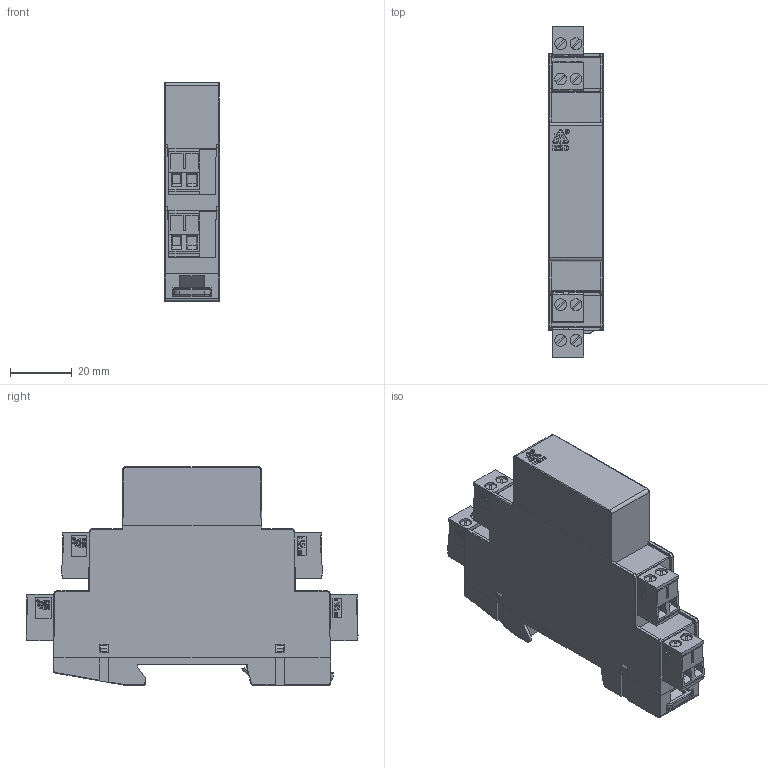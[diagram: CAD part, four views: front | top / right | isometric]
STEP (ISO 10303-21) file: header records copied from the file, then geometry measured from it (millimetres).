
FILE_DESCRIPTION (( 'STEP AP214' ), '1' );
FILE_NAME ('RK6929-22PS-61.STEP', '2025-12-12T17:40:22', ( '' ), ( '' ), 'SwSTEP 2.0', 'SolidWorks 2024', '' );
FILE_SCHEMA (( 'AUTOMOTIVE_DESIGN' ));
Length unit declared in the file: inch
Products named in the file (1): RK6929-22PS-61
Bounding box: 17.8 x 107.4 x 70.9 mm (x, y, z)
Volume: 84704.6 mm3; surface area: 23705.3 mm2
Topology: 1 solids, 1 shells, 2365 faces, 6478 edges, 4250 vertices
Faces by surface type: plane 1802, cylinder 485, bspline 28, cone 24, torus 24, sphere 2
Full cylindrical faces by diameter (mm): 0.758 x4, 0.819 x4, 1.263 x1, 1.365 x1, 3.5 x8, 3.8 x8
Entity records: 74822 total; most frequent: CARTESIAN_POINT 14498, ORIENTED_EDGE 12856, DIRECTION 11913, EDGE_CURVE 6428, VECTOR 5279, LINE 5279, VERTEX_POINT 4242, AXIS2_PLACEMENT_3D 3317
